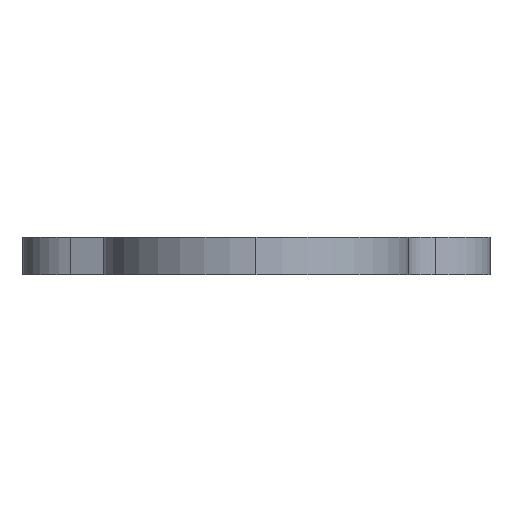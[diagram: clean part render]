
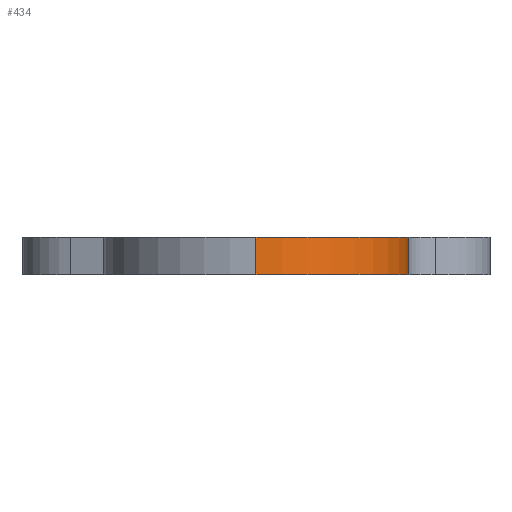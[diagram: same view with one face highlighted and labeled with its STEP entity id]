
A CAD part, left-side view. The second image highlights one B-rep face of the part: STEP entity #434.
In plain terms, the highlighted cylindrical face has radius 13 mm (diameter 26 mm), a partial arc.
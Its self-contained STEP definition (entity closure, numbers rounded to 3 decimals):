
#91 = EDGE_LOOP ( 'NONE', ( #819, #821, #820, #822 ) ) ;
#190 = VERTEX_POINT ( 'NONE', #578 ) ;
#191 = VERTEX_POINT ( 'NONE', #579 ) ;
#192 = VERTEX_POINT ( 'NONE', #580 ) ;
#193 = VERTEX_POINT ( 'NONE', #581 ) ;
#407 = AXIS2_PLACEMENT_3D ( 'NONE', #724, #731, #732 ) ;
#408 = VECTOR ( 'NONE', #730, 1000. ) ;
#410 = AXIS2_PLACEMENT_3D ( 'NONE', #736, #737, #738 ) ;
#412 = VECTOR ( 'NONE', #742, 1000. ) ;
#428 = CIRCLE ( 'NONE', #410, 13. ) ;
#434 = ADVANCED_FACE ( 'NONE', ( #839 ), #841, .T. ) ;
#464 = EDGE_CURVE ( 'NONE', #190, #192, #728, .T. ) ;
#465 = EDGE_CURVE ( 'NONE', #190, #191, #506, .T. ) ;
#467 = EDGE_CURVE ( 'NONE', #192, #193, #428, .T. ) ;
#468 = EDGE_CURVE ( 'NONE', #191, #193, #740, .T. ) ;
#506 = CIRCLE ( 'NONE', #407, 13. ) ;
#578 = CARTESIAN_POINT ( 'NONE',  ( -100., 0., 1.6 ) ) ;
#579 = CARTESIAN_POINT ( 'NONE',  ( -87., -13., 1.6 ) ) ;
#580 = CARTESIAN_POINT ( 'NONE',  ( -100., 0., -1.6 ) ) ;
#581 = CARTESIAN_POINT ( 'NONE',  ( -87., -13., -1.6 ) ) ;
#585 = CARTESIAN_POINT ( 'NONE',  ( -87., 0., 1.6 ) ) ;
#586 = DIRECTION ( 'NONE',  ( 0., 0., -1. ) ) ;
#587 = DIRECTION ( 'NONE',  ( -1., 0., 0. ) ) ;
#724 = CARTESIAN_POINT ( 'NONE',  ( -87., 0., 1.6 ) ) ;
#728 = LINE ( 'NONE', #729, #408 ) ;
#729 = CARTESIAN_POINT ( 'NONE',  ( -100., 0., 1.6 ) ) ;
#730 = DIRECTION ( 'NONE',  ( 0., 0., -1. ) ) ;
#731 = DIRECTION ( 'NONE',  ( 0., 0., 1. ) ) ;
#732 = DIRECTION ( 'NONE',  ( -1., 0., 0. ) ) ;
#736 = CARTESIAN_POINT ( 'NONE',  ( -87., 0., -1.6 ) ) ;
#737 = DIRECTION ( 'NONE',  ( 0., 0., 1. ) ) ;
#738 = DIRECTION ( 'NONE',  ( -1., 0., 0. ) ) ;
#740 = LINE ( 'NONE', #741, #412 ) ;
#741 = CARTESIAN_POINT ( 'NONE',  ( -87., -13., 1.6 ) ) ;
#742 = DIRECTION ( 'NONE',  ( 0., 0., -1. ) ) ;
#819 = ORIENTED_EDGE ( 'NONE', *, *, #465, .F. ) ;
#820 = ORIENTED_EDGE ( 'NONE', *, *, #467, .T. ) ;
#821 = ORIENTED_EDGE ( 'NONE', *, *, #464, .T. ) ;
#822 = ORIENTED_EDGE ( 'NONE', *, *, #468, .F. ) ;
#839 = FACE_OUTER_BOUND ( 'NONE', #91, .T. ) ;
#840 = AXIS2_PLACEMENT_3D ( 'NONE', #585, #586, #587 ) ;
#841 = CYLINDRICAL_SURFACE ( 'NONE', #840, 13. ) ;
